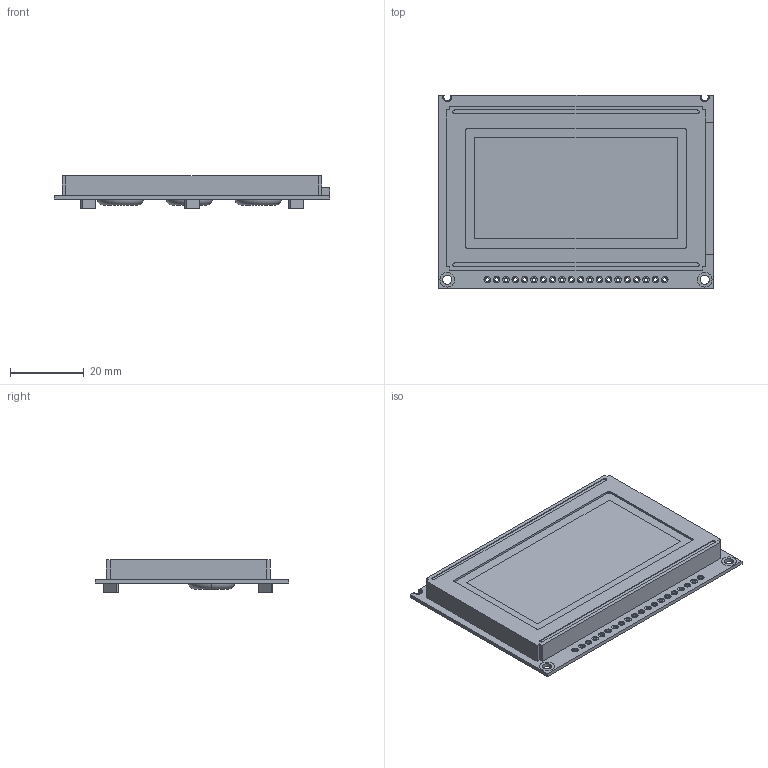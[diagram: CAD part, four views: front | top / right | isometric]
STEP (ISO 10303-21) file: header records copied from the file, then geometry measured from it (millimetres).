
FILE_DESCRIPTION((''),'2;1');
FILE_NAME('DS_DENSITRON_LWM12864B-EW-WNB.stp','2011-05-09T11:27:18',(''),(''),'Mechanical Desktop 2011','Mechanical Desktop 2011',', , ');
FILE_SCHEMA(('AUTOMOTIVE_DESIGN { 1 2 10303 214 1 1 1 1 }'));
Length unit declared in the file: millimetre
Products named in the file (1): Product
Bounding box: 75 x 52.7 x 8.9 mm (x, y, z)
Volume: 20442.8 mm3; surface area: 21871.4 mm2
Topology: 38 solids, 38 shells, 305 faces, 678 edges, 452 vertices
Faces by surface type: cylinder 150, plane 141, bspline 8, torus 6
Entity records: 8786 total; most frequent: DIRECTION 1592, CARTESIAN_POINT 1460, ORIENTED_EDGE 1356, EDGE_CURVE 678, AXIS2_PLACEMENT_3D 616, VERTEX_POINT 452, EDGE_LOOP 398, VECTOR 360
